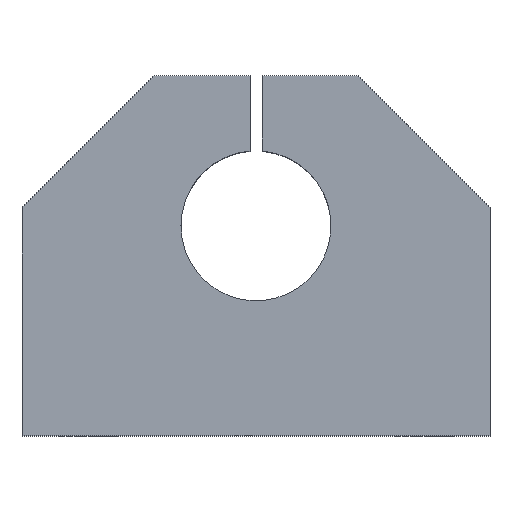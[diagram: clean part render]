
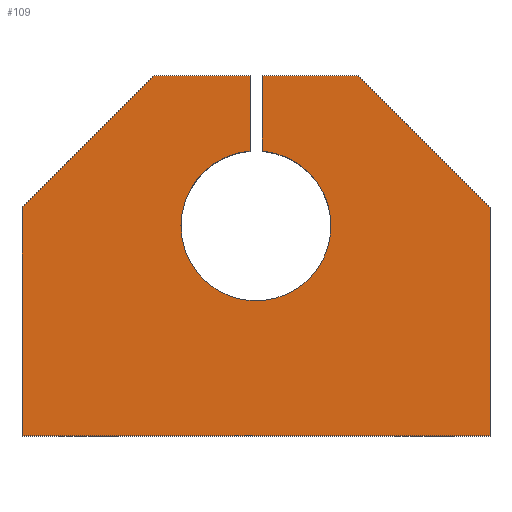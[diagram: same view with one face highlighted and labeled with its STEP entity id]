
A CAD part, top view. The second image highlights one B-rep face of the part: STEP entity #109.
In plain terms, the highlighted planar face has unit normal (0, 0, 1).
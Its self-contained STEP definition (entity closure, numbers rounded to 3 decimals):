
#109 = ADVANCED_FACE( '', ( #191 ), #192, .T. );
#191 = FACE_OUTER_BOUND( '', #274, .T. );
#192 = PLANE( '', #275 );
#274 = EDGE_LOOP( '', ( #540, #541, #542, #543, #544, #545, #546, #547, #548, #549, #550 ) );
#275 = AXIS2_PLACEMENT_3D( '', #551, #552, #553 );
#540 = ORIENTED_EDGE( '', *, *, #634, .F. );
#541 = ORIENTED_EDGE( '', *, *, #657, .F. );
#542 = ORIENTED_EDGE( '', *, *, #654, .F. );
#543 = ORIENTED_EDGE( '', *, *, #618, .F. );
#544 = ORIENTED_EDGE( '', *, *, #652, .F. );
#545 = ORIENTED_EDGE( '', *, *, #649, .F. );
#546 = ORIENTED_EDGE( '', *, *, #569, .F. );
#547 = ORIENTED_EDGE( '', *, *, #648, .F. );
#548 = ORIENTED_EDGE( '', *, *, #644, .F. );
#549 = ORIENTED_EDGE( '', *, *, #641, .F. );
#550 = ORIENTED_EDGE( '', *, *, #638, .F. );
#551 = CARTESIAN_POINT( '', ( 0., 0., 38. ) );
#552 = DIRECTION( '', ( 0., 0., 1. ) );
#553 = DIRECTION( '', ( 1., 0., 0. ) );
#569 = EDGE_CURVE( '', #659, #662, #663, .T. );
#618 = EDGE_CURVE( '', #751, #752, #753, .T. );
#634 = EDGE_CURVE( '', #771, #772, #773, .T. );
#638 = EDGE_CURVE( '', #772, #779, #780, .T. );
#641 = EDGE_CURVE( '', #779, #784, #785, .T. );
#644 = EDGE_CURVE( '', #784, #789, #790, .T. );
#648 = EDGE_CURVE( '', #789, #659, #795, .T. );
#649 = EDGE_CURVE( '', #662, #796, #797, .T. );
#652 = EDGE_CURVE( '', #796, #751, #801, .T. );
#654 = EDGE_CURVE( '', #752, #803, #804, .T. );
#657 = EDGE_CURVE( '', #803, #771, #808, .T. );
#659 = VERTEX_POINT( '', #810 );
#662 = VERTEX_POINT( '', #814 );
#663 = CIRCLE( '', #815, 12.5 );
#751 = VERTEX_POINT( '', #1106 );
#752 = VERTEX_POINT( '', #1107 );
#753 = LINE( '', #1108, #1109 );
#771 = VERTEX_POINT( '', #1130 );
#772 = VERTEX_POINT( '', #1131 );
#773 = LINE( '', #1132, #1133 );
#779 = VERTEX_POINT( '', #1142 );
#780 = LINE( '', #1143, #1144 );
#784 = VERTEX_POINT( '', #1150 );
#785 = LINE( '', #1151, #1152 );
#789 = VERTEX_POINT( '', #1158 );
#790 = LINE( '', #1159, #1160 );
#795 = CIRCLE( '', #1167, 12.5 );
#796 = VERTEX_POINT( '', #1168 );
#797 = LINE( '', #1169, #1170 );
#801 = LINE( '', #1176, #1177 );
#803 = VERTEX_POINT( '', #1180 );
#804 = LINE( '', #1181, #1182 );
#808 = LINE( '', #1188, #1189 );
#810 = CARTESIAN_POINT( '', ( -1., 22.54, 38. ) );
#814 = CARTESIAN_POINT( '', ( 1., 47.46, 38. ) );
#815 = AXIS2_PLACEMENT_3D( '', #1193, #1194, #1195 );
#1106 = CARTESIAN_POINT( '', ( 17., 60., 38. ) );
#1107 = CARTESIAN_POINT( '', ( 39., 38., 38. ) );
#1108 = CARTESIAN_POINT( '', ( 39., 38., 38. ) );
#1109 = VECTOR( '', #1285, 1. );
#1130 = CARTESIAN_POINT( '', ( -39., 0., 38. ) );
#1131 = CARTESIAN_POINT( '', ( -39., 38., 38. ) );
#1132 = CARTESIAN_POINT( '', ( -39., 38., 38. ) );
#1133 = VECTOR( '', #1325, 1. );
#1142 = CARTESIAN_POINT( '', ( -17., 60., 38. ) );
#1143 = CARTESIAN_POINT( '', ( -17., 60., 38. ) );
#1144 = VECTOR( '', #1329, 1. );
#1150 = CARTESIAN_POINT( '', ( -1., 60., 38. ) );
#1151 = CARTESIAN_POINT( '', ( -1., 60., 38. ) );
#1152 = VECTOR( '', #1332, 1. );
#1158 = CARTESIAN_POINT( '', ( -1., 47.46, 38. ) );
#1159 = CARTESIAN_POINT( '', ( -1., 47.46, 38. ) );
#1160 = VECTOR( '', #1335, 1. );
#1167 = AXIS2_PLACEMENT_3D( '', #1341, #1342, #1343 );
#1168 = CARTESIAN_POINT( '', ( 1., 60., 38. ) );
#1169 = CARTESIAN_POINT( '', ( 1., 60., 38. ) );
#1170 = VECTOR( '', #1344, 1. );
#1176 = CARTESIAN_POINT( '', ( 17., 60., 38. ) );
#1177 = VECTOR( '', #1347, 1. );
#1180 = CARTESIAN_POINT( '', ( 39., 0., 38. ) );
#1181 = CARTESIAN_POINT( '', ( 39., 0., 38. ) );
#1182 = VECTOR( '', #1349, 1. );
#1188 = CARTESIAN_POINT( '', ( -39., 0., 38. ) );
#1189 = VECTOR( '', #1352, 1. );
#1193 = CARTESIAN_POINT( '', ( 0., 35., 38. ) );
#1194 = DIRECTION( '', ( 0., 0., 1. ) );
#1195 = DIRECTION( '', ( 0.08, 0.997, 0. ) );
#1285 = DIRECTION( '', ( 0.707, -0.707, 0. ) );
#1325 = DIRECTION( '', ( 0., 1., 0. ) );
#1329 = DIRECTION( '', ( 0.707, 0.707, 0. ) );
#1332 = DIRECTION( '', ( 1., 0., 0. ) );
#1335 = DIRECTION( '', ( 0., -1., 0. ) );
#1341 = CARTESIAN_POINT( '', ( 0., 35., 38. ) );
#1342 = DIRECTION( '', ( 0., 0., 1. ) );
#1343 = DIRECTION( '', ( 0.08, 0.997, 0. ) );
#1344 = DIRECTION( '', ( 0., 1., 0. ) );
#1347 = DIRECTION( '', ( 1., 0., 0. ) );
#1349 = DIRECTION( '', ( 0., -1., 0. ) );
#1352 = DIRECTION( '', ( -1., 0., 0. ) );
